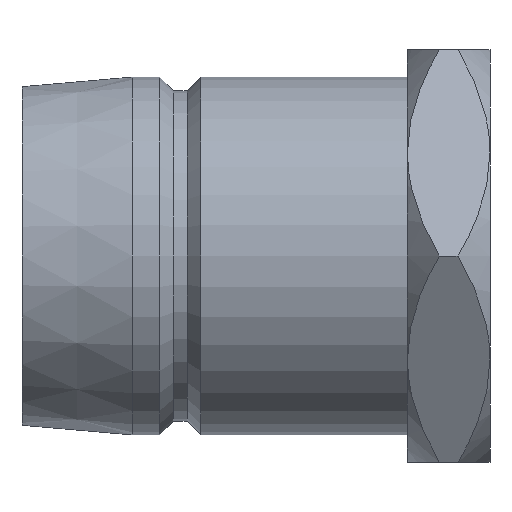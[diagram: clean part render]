
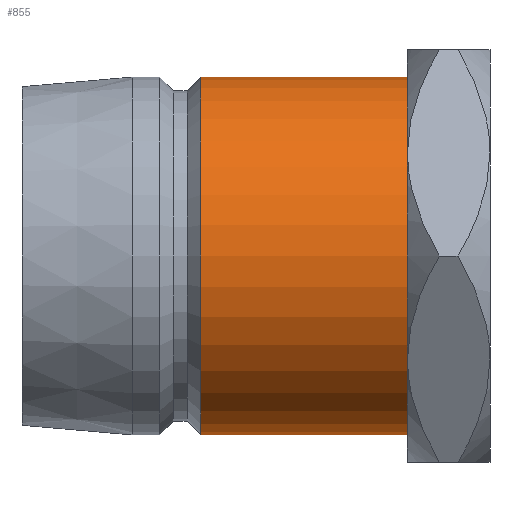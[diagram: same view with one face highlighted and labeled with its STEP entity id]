
A CAD part, front view. The second image highlights one B-rep face of the part: STEP entity #855.
In plain terms, the highlighted cylindrical face has radius 6.5 mm (diameter 13 mm), a partial arc.
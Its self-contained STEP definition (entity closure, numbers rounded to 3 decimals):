
#45 = LINE ( 'NONE', #298, #662 ) ;
#47 = AXIS2_PLACEMENT_3D ( 'NONE', #881, #795, #528 ) ;
#58 = DIRECTION ( 'NONE',  ( -1., 0., 0. ) ) ;
#73 = EDGE_CURVE ( 'NONE', #535, #351, #248, .T. ) ;
#140 = DIRECTION ( 'NONE',  ( 0., 0., 1. ) ) ;
#152 = CIRCLE ( 'NONE', #337, 6.5 ) ;
#216 = VECTOR ( 'NONE', #254, 1000. ) ;
#237 = CIRCLE ( 'NONE', #47, 6.5 ) ;
#248 = LINE ( 'NONE', #760, #216 ) ;
#254 = DIRECTION ( 'NONE',  ( -1., 0., 0. ) ) ;
#292 = EDGE_CURVE ( 'NONE', #351, #658, #152, .T. ) ;
#298 = CARTESIAN_POINT ( 'NONE',  ( 0., 0., 6.5 ) ) ;
#328 = EDGE_LOOP ( 'NONE', ( #1076, #386, #597, #871 ) ) ;
#337 = AXIS2_PLACEMENT_3D ( 'NONE', #811, #1074, #643 ) ;
#351 = VERTEX_POINT ( 'NONE', #942 ) ;
#384 = CYLINDRICAL_SURFACE ( 'NONE', #418, 6.5 ) ;
#386 = ORIENTED_EDGE ( 'NONE', *, *, #985, .T. ) ;
#418 = AXIS2_PLACEMENT_3D ( 'NONE', #1075, #58, #140 ) ;
#528 = DIRECTION ( 'NONE',  ( 0., 0., 1. ) ) ;
#535 = VERTEX_POINT ( 'NONE', #706 ) ;
#597 = ORIENTED_EDGE ( 'NONE', *, *, #598, .T. ) ;
#598 = EDGE_CURVE ( 'NONE', #709, #658, #45, .T. ) ;
#641 = DIRECTION ( 'NONE',  ( -1., 0., 0. ) ) ;
#643 = DIRECTION ( 'NONE',  ( 0., 0., 1. ) ) ;
#658 = VERTEX_POINT ( 'NONE', #1090 ) ;
#662 = VECTOR ( 'NONE', #641, 1000. ) ;
#706 = CARTESIAN_POINT ( 'NONE',  ( 14., 0., -6.5 ) ) ;
#709 = VERTEX_POINT ( 'NONE', #1048 ) ;
#760 = CARTESIAN_POINT ( 'NONE',  ( 0., 0., -6.5 ) ) ;
#795 = DIRECTION ( 'NONE',  ( -1., 0., 0. ) ) ;
#811 = CARTESIAN_POINT ( 'NONE',  ( 6.5, 0., 0. ) ) ;
#855 = ADVANCED_FACE ( 'NONE', ( #989 ), #384, .T. ) ;
#871 = ORIENTED_EDGE ( 'NONE', *, *, #292, .F. ) ;
#881 = CARTESIAN_POINT ( 'NONE',  ( 14., 0., 0. ) ) ;
#942 = CARTESIAN_POINT ( 'NONE',  ( 6.5, 0., -6.5 ) ) ;
#985 = EDGE_CURVE ( 'NONE', #535, #709, #237, .T. ) ;
#989 = FACE_OUTER_BOUND ( 'NONE', #328, .T. ) ;
#1048 = CARTESIAN_POINT ( 'NONE',  ( 14., 0., 6.5 ) ) ;
#1074 = DIRECTION ( 'NONE',  ( -1., 0., 0. ) ) ;
#1075 = CARTESIAN_POINT ( 'NONE',  ( 0., 0., 0. ) ) ;
#1076 = ORIENTED_EDGE ( 'NONE', *, *, #73, .F. ) ;
#1090 = CARTESIAN_POINT ( 'NONE',  ( 6.5, 0., 6.5 ) ) ;
